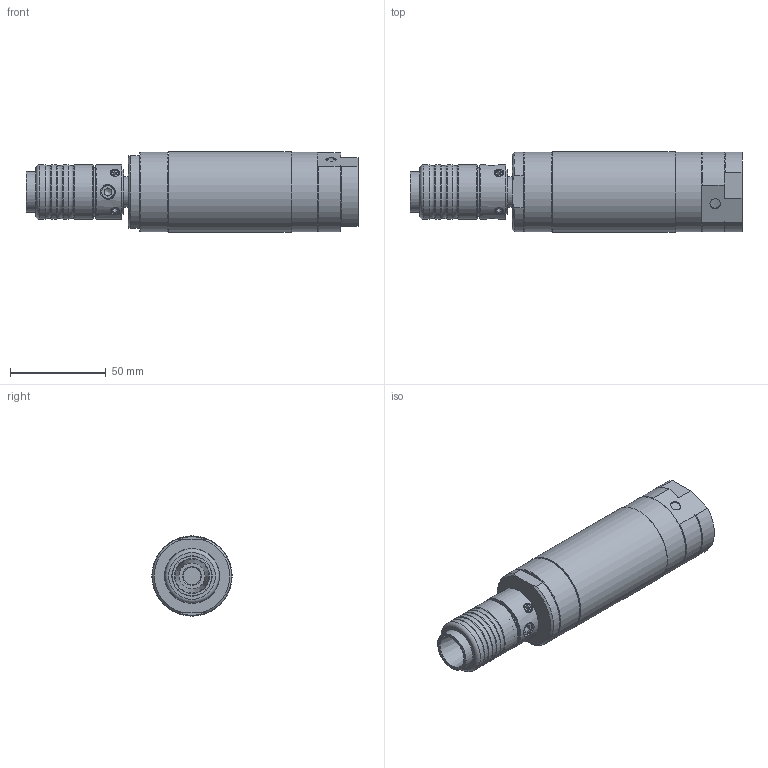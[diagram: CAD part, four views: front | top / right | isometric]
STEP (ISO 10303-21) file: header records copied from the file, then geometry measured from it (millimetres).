
FILE_DESCRIPTION(/* description */ ('EBMU 23-2000 WS-ST'),/* implementation_level */ '2;1');
FILE_NAME(/* name */ 'EBMU 23-2000 WS-ST_60060627.stp',/* time_stamp */ '2023-08-08T10:41:37+02:00',/* author */ ('DSteinicke'),/* organization */ (''),/* preprocessor_version */ 'ST-DEVELOPER v19.2',/* originating_system */ 'Autodesk Inventor 2024',/* authorisation */ '');
FILE_SCHEMA (('AUTOMOTIVE_DESIGN { 1 0 10303 214 3 1 1 }'));
Length unit declared in the file: millimetre
Products named in the file (1): 60060627
Bounding box: 173.5 x 42 x 42 mm (x, y, z)
Volume: 188295.7 mm3; surface area: 26895 mm2
Topology: 1 solids, 7 shells, 249 faces, 583 edges, 381 vertices
Faces by surface type: plane 150, cylinder 49, cone 33, bspline 13, torus 4
Full cylindrical faces by diameter (mm): 5.5 x1, 6.647 x2, 9 x1, 11.445 x3, 16.2 x1, 21 x1, 21.1 x1, 23 x1, 25.5 x2, 27.4 x1, 28.4 x4, 28.6 x1, 37.99 x1, 41.5 x2, 42 x1
Entity records: 8585 total; most frequent: CARTESIAN_POINT 2603, ORIENTED_EDGE 1162, DIRECTION 1129, EDGE_CURVE 581, AXIS2_PLACEMENT_3D 383, VERTEX_POINT 381, LINE 363, VECTOR 363
